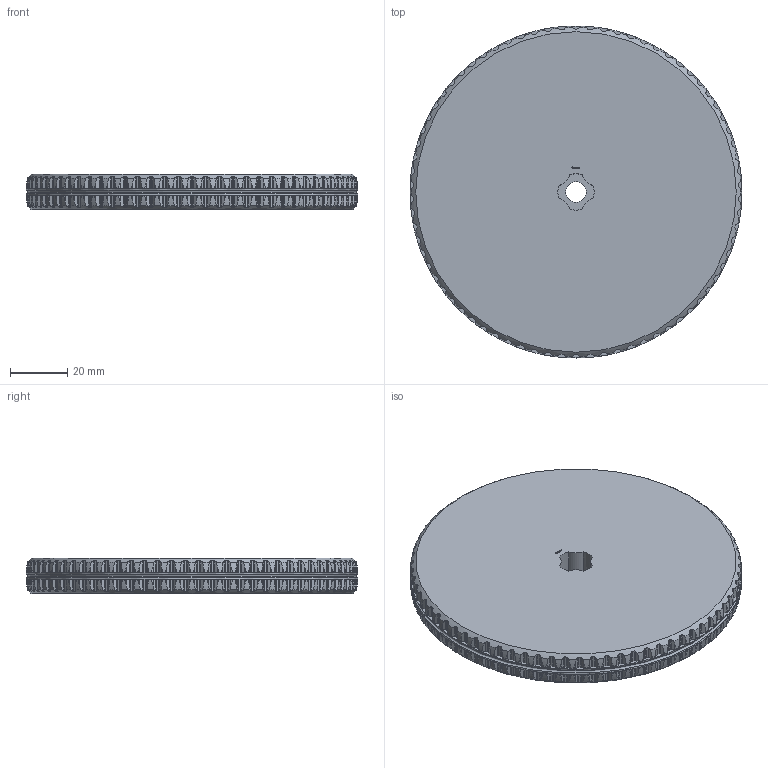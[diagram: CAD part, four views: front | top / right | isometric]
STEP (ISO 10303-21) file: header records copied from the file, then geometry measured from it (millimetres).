
FILE_DESCRIPTION(('FreeCAD Model'),'2;1');
FILE_NAME('Open CASCADE Shape Model','2024-12-31T23:25:57',(''),(''), 'Open CASCADE STEP processor 7.8','FreeCAD','Unknown');
FILE_SCHEMA(('AUTOMOTIVE_DESIGN { 1 0 10303 214 1 1 1 1 }'));
Products named in the file (1): Wheel GND TTRD PLN BU09.25x01.00 - SPN-WHL-0030 (stemfie.org)
Bounding box: 115.62 x 115.62 x 12.5 mm (x, y, z)
Volume: 126429.3 mm3; surface area: 27297.9 mm2
Topology: 1 solids, 1 shells, 2023 faces, 5877 edges, 3910 vertices
Faces by surface type: cylinder 904, plane 775, extrusion 154, torus 152, cone 38
Full cylindrical faces by diameter (mm): 2 x4, 7.2 x2, 115.625 x2
Entity records: 96082 total; most frequent: CARTESIAN_POINT 43900, ORIENTED_EDGE 11754, DIRECTION 9990, EDGE_CURVE 5877, VERTEX_POINT 3910, AXIS2_PLACEMENT_3D 3588, VECTOR 2814, LINE 2660
